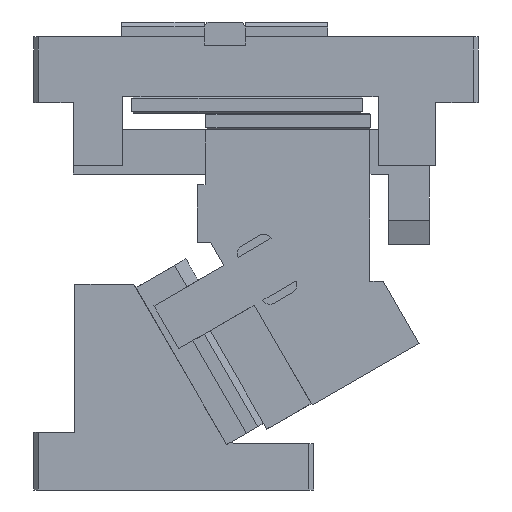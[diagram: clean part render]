
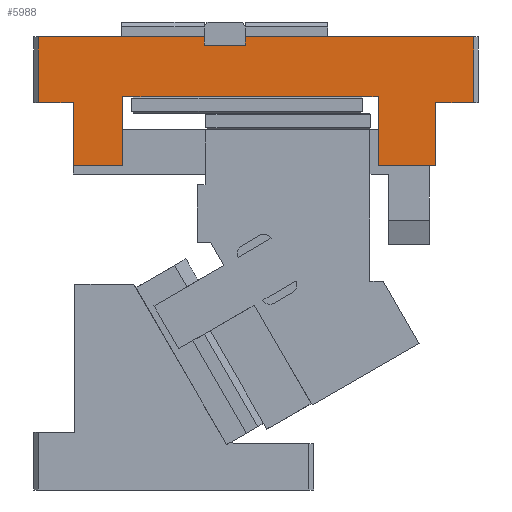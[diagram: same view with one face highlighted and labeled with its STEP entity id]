
A CAD part, front view. The second image highlights one B-rep face of the part: STEP entity #5988.
In plain terms, the highlighted planar face has unit normal (0, -1, 0).
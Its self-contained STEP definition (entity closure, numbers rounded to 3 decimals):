
#5759=CARTESIAN_POINT('Line Origine',(56.628,0.,238.749)) ;
#5763=CARTESIAN_POINT('Vertex',(59.128,0.,238.749)) ;
#5765=CARTESIAN_POINT('Vertex',(54.128,0.,238.749)) ;
#5800=CARTESIAN_POINT('Vertex',(209.128,0.,238.749)) ;
#5803=CARTESIAN_POINT('Line Origine',(204.128,0.,238.749)) ;
#5807=CARTESIAN_POINT('Vertex',(199.128,0.,238.749)) ;
#5810=CARTESIAN_POINT('Line Origine',(129.128,0.,238.749)) ;
#5860=CARTESIAN_POINT('Axis2P3D Location',(270.,0.,275.)) ;
#5865=CARTESIAN_POINT('Line Origine',(3.,0.,255.)) ;
#5869=CARTESIAN_POINT('Vertex',(3.,0.,235.)) ;
#5871=CARTESIAN_POINT('Vertex',(3.,0.,275.)) ;
#5874=CARTESIAN_POINT('Line Origine',(13.564,0.,235.)) ;
#5878=CARTESIAN_POINT('Vertex',(24.128,0.,235.)) ;
#5881=CARTESIAN_POINT('Line Origine',(24.128,0.,215.875)) ;
#5885=CARTESIAN_POINT('Vertex',(24.128,0.,196.749)) ;
#5888=CARTESIAN_POINT('Line Origine',(39.128,0.,196.749)) ;
#5892=CARTESIAN_POINT('Vertex',(54.128,0.,196.749)) ;
#5895=CARTESIAN_POINT('Line Origine',(54.128,0.,217.749)) ;
#5900=CARTESIAN_POINT('Line Origine',(209.128,0.,217.749)) ;
#5904=CARTESIAN_POINT('Vertex',(209.128,0.,196.749)) ;
#5907=CARTESIAN_POINT('Line Origine',(226.564,0.,196.749)) ;
#5911=CARTESIAN_POINT('Vertex',(244.,0.,196.749)) ;
#5914=CARTESIAN_POINT('Line Origine',(244.,0.,215.875)) ;
#5918=CARTESIAN_POINT('Vertex',(244.,0.,235.)) ;
#5921=CARTESIAN_POINT('Line Origine',(255.5,0.,235.)) ;
#5925=CARTESIAN_POINT('Vertex',(267.,0.,235.)) ;
#5928=CARTESIAN_POINT('Line Origine',(267.,0.,255.)) ;
#5932=CARTESIAN_POINT('Vertex',(267.,0.,275.)) ;
#5935=CARTESIAN_POINT('Line Origine',(197.766,0.,275.)) ;
#5939=CARTESIAN_POINT('Vertex',(128.532,0.,275.)) ;
#5942=CARTESIAN_POINT('Line Origine',(128.532,0.,272.5)) ;
#5946=CARTESIAN_POINT('Vertex',(128.532,0.,270.)) ;
#5949=CARTESIAN_POINT('Line Origine',(116.032,0.,270.)) ;
#5953=CARTESIAN_POINT('Vertex',(103.532,0.,270.)) ;
#5956=CARTESIAN_POINT('Line Origine',(103.532,0.,272.5)) ;
#5960=CARTESIAN_POINT('Vertex',(103.532,0.,275.)) ;
#5963=CARTESIAN_POINT('Line Origine',(53.266,0.,275.)) ;
#5760=DIRECTION('Vector Direction',(1.,0.,0.)) ;
#5804=DIRECTION('Vector Direction',(1.,0.,0.)) ;
#5811=DIRECTION('Vector Direction',(1.,0.,0.)) ;
#5861=DIRECTION('Axis2P3D Direction',(0.,1.,0.)) ;
#5862=DIRECTION('Axis2P3D XDirection',(-1.,0.,0.)) ;
#5866=DIRECTION('Vector Direction',(0.,0.,1.)) ;
#5875=DIRECTION('Vector Direction',(1.,0.,0.)) ;
#5882=DIRECTION('Vector Direction',(0.,0.,-1.)) ;
#5889=DIRECTION('Vector Direction',(1.,0.,0.)) ;
#5896=DIRECTION('Vector Direction',(0.,0.,1.)) ;
#5901=DIRECTION('Vector Direction',(0.,0.,1.)) ;
#5908=DIRECTION('Vector Direction',(-1.,0.,0.)) ;
#5915=DIRECTION('Vector Direction',(0.,0.,-1.)) ;
#5922=DIRECTION('Vector Direction',(1.,0.,0.)) ;
#5929=DIRECTION('Vector Direction',(0.,0.,1.)) ;
#5936=DIRECTION('Vector Direction',(1.,0.,0.)) ;
#5943=DIRECTION('Vector Direction',(0.,0.,-1.)) ;
#5950=DIRECTION('Vector Direction',(1.,0.,0.)) ;
#5957=DIRECTION('Vector Direction',(0.,0.,1.)) ;
#5964=DIRECTION('Vector Direction',(1.,0.,0.)) ;
#5863=AXIS2_PLACEMENT_3D('Plane Axis2P3D',#5860,#5861,#5862) ;
#5969=ORIENTED_EDGE('',*,*,#5873,.F.) ;
#5970=ORIENTED_EDGE('',*,*,#5880,.T.) ;
#5971=ORIENTED_EDGE('',*,*,#5887,.T.) ;
#5972=ORIENTED_EDGE('',*,*,#5894,.T.) ;
#5973=ORIENTED_EDGE('',*,*,#5899,.T.) ;
#5974=ORIENTED_EDGE('',*,*,#5767,.F.) ;
#5975=ORIENTED_EDGE('',*,*,#5814,.F.) ;
#5976=ORIENTED_EDGE('',*,*,#5809,.F.) ;
#5977=ORIENTED_EDGE('',*,*,#5906,.F.) ;
#5978=ORIENTED_EDGE('',*,*,#5913,.F.) ;
#5979=ORIENTED_EDGE('',*,*,#5920,.F.) ;
#5980=ORIENTED_EDGE('',*,*,#5927,.T.) ;
#5981=ORIENTED_EDGE('',*,*,#5934,.T.) ;
#5982=ORIENTED_EDGE('',*,*,#5941,.F.) ;
#5983=ORIENTED_EDGE('',*,*,#5948,.T.) ;
#5984=ORIENTED_EDGE('',*,*,#5955,.F.) ;
#5985=ORIENTED_EDGE('',*,*,#5962,.T.) ;
#5986=ORIENTED_EDGE('',*,*,#5967,.F.) ;
#5761=VECTOR('Line Direction',#5760,1.) ;
#5805=VECTOR('Line Direction',#5804,1.) ;
#5812=VECTOR('Line Direction',#5811,1.) ;
#5867=VECTOR('Line Direction',#5866,1.) ;
#5876=VECTOR('Line Direction',#5875,1.) ;
#5883=VECTOR('Line Direction',#5882,1.) ;
#5890=VECTOR('Line Direction',#5889,1.) ;
#5897=VECTOR('Line Direction',#5896,1.) ;
#5902=VECTOR('Line Direction',#5901,1.) ;
#5909=VECTOR('Line Direction',#5908,1.) ;
#5916=VECTOR('Line Direction',#5915,1.) ;
#5923=VECTOR('Line Direction',#5922,1.) ;
#5930=VECTOR('Line Direction',#5929,1.) ;
#5937=VECTOR('Line Direction',#5936,1.) ;
#5944=VECTOR('Line Direction',#5943,1.) ;
#5951=VECTOR('Line Direction',#5950,1.) ;
#5958=VECTOR('Line Direction',#5957,1.) ;
#5965=VECTOR('Line Direction',#5964,1.) ;
#5988=ADVANCED_FACE('CAM HOLDER',(#5987),#5864,.F.) ;
#5767=EDGE_CURVE('',#5764,#5766,#5762,.F.) ;
#5809=EDGE_CURVE('',#5801,#5808,#5806,.F.) ;
#5814=EDGE_CURVE('',#5808,#5764,#5813,.F.) ;
#5873=EDGE_CURVE('',#5870,#5872,#5868,.T.) ;
#5880=EDGE_CURVE('',#5870,#5879,#5877,.T.) ;
#5887=EDGE_CURVE('',#5879,#5886,#5884,.T.) ;
#5894=EDGE_CURVE('',#5886,#5893,#5891,.T.) ;
#5899=EDGE_CURVE('',#5893,#5766,#5898,.T.) ;
#5906=EDGE_CURVE('',#5905,#5801,#5903,.T.) ;
#5913=EDGE_CURVE('',#5912,#5905,#5910,.T.) ;
#5920=EDGE_CURVE('',#5919,#5912,#5917,.T.) ;
#5927=EDGE_CURVE('',#5919,#5926,#5924,.T.) ;
#5934=EDGE_CURVE('',#5926,#5933,#5931,.T.) ;
#5941=EDGE_CURVE('',#5940,#5933,#5938,.T.) ;
#5948=EDGE_CURVE('',#5940,#5947,#5945,.T.) ;
#5955=EDGE_CURVE('',#5954,#5947,#5952,.T.) ;
#5962=EDGE_CURVE('',#5954,#5961,#5959,.T.) ;
#5967=EDGE_CURVE('',#5872,#5961,#5966,.T.) ;
#5968=EDGE_LOOP('',(#5969,#5970,#5971,#5972,#5973,#5974,#5975,#5976,#5977,#5978,#5979,#5980,#5981,#5982,#5983,#5984,#5985,#5986)) ;
#5987=FACE_OUTER_BOUND('',#5968,.T.) ;
#5762=LINE('Line',#5759,#5761) ;
#5806=LINE('Line',#5803,#5805) ;
#5813=LINE('Line',#5810,#5812) ;
#5868=LINE('Line',#5865,#5867) ;
#5877=LINE('Line',#5874,#5876) ;
#5884=LINE('Line',#5881,#5883) ;
#5891=LINE('Line',#5888,#5890) ;
#5898=LINE('Line',#5895,#5897) ;
#5903=LINE('Line',#5900,#5902) ;
#5910=LINE('Line',#5907,#5909) ;
#5917=LINE('Line',#5914,#5916) ;
#5924=LINE('Line',#5921,#5923) ;
#5931=LINE('Line',#5928,#5930) ;
#5938=LINE('Line',#5935,#5937) ;
#5945=LINE('Line',#5942,#5944) ;
#5952=LINE('Line',#5949,#5951) ;
#5959=LINE('Line',#5956,#5958) ;
#5966=LINE('Line',#5963,#5965) ;
#5864=PLANE('Plane',#5863) ;
#5764=VERTEX_POINT('',#5763) ;
#5766=VERTEX_POINT('',#5765) ;
#5801=VERTEX_POINT('',#5800) ;
#5808=VERTEX_POINT('',#5807) ;
#5870=VERTEX_POINT('',#5869) ;
#5872=VERTEX_POINT('',#5871) ;
#5879=VERTEX_POINT('',#5878) ;
#5886=VERTEX_POINT('',#5885) ;
#5893=VERTEX_POINT('',#5892) ;
#5905=VERTEX_POINT('',#5904) ;
#5912=VERTEX_POINT('',#5911) ;
#5919=VERTEX_POINT('',#5918) ;
#5926=VERTEX_POINT('',#5925) ;
#5933=VERTEX_POINT('',#5932) ;
#5940=VERTEX_POINT('',#5939) ;
#5947=VERTEX_POINT('',#5946) ;
#5954=VERTEX_POINT('',#5953) ;
#5961=VERTEX_POINT('',#5960) ;
